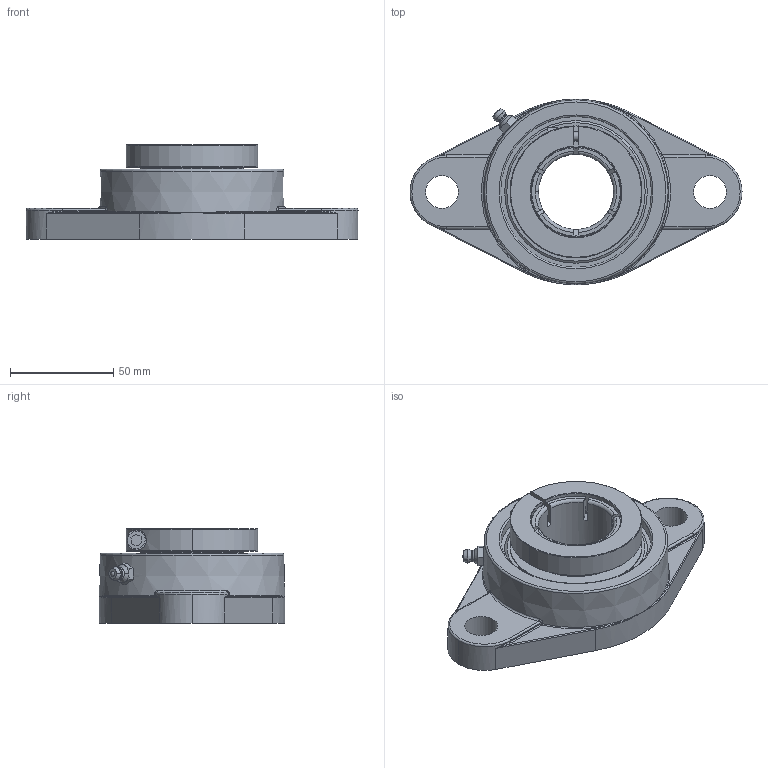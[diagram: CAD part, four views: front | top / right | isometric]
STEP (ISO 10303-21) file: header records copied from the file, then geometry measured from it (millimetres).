
FILE_DESCRIPTION(('HOOPS Exchange Step'),'2;1');
FILE_NAME('export-06172FDA-221F-486B-8D9B-759B1A294A5A.stp','2019-12-13T08:58:02-08:00',('ibuslach'),('Alibre'),'HOOPS Exchange 2019.2','Alibre','Unknown authorisation');
FILE_SCHEMA( ('AP242_MANAGED_MODEL_BASED_3D_ENGINEERING_MIM_LF {1 0 10303 442 1 1 4 }') );
Length unit declared in the file: centimetre
Products named in the file (8): MRN SFL 207; UCP ZERK 6mm; SUE 207 BOLT; SUE 207 LOCK RING; SUE 207 SHIELD; SUE 207-23 RACES; MRN SUE 207-23; MRN SUEFL 207-23
Assembly tree (8 placements, depth 3):
  MRN SUEFL 207-23
    MRN SFL 207
    UCP ZERK 6mm
    MRN SUE 207-23
      SUE 207 BOLT
      SUE 207 LOCK RING
      SUE 207 SHIELD  x2
      SUE 207-23 RACES
Bounding box: 161 x 90 x 45.9 mm (x, y, z)
Volume: 186151.3 mm3; surface area: 69634.7 mm2
Topology: 8 solids, 8 shells, 269 faces, 736 edges, 475 vertices
Faces by surface type: plane 81, cylinder 72, cone 41, torus 36, bspline 34, sphere 5
Full cylindrical faces by diameter (mm): 1.48 x2, 4.134 x1, 4.137 x1, 5.8 x1, 5.994 x1, 6 x1, 8.5 x1, 16 x2, 36.513 x1, 50 x4, 51.016 x2, 62 x2, 64 x2, 73.166 x1, 74.166 x1
Entity records: 16573 total; most frequent: CARTESIAN_POINT 9909, ORIENTED_EDGE 1408, DIRECTION 1345, EDGE_CURVE 704, AXIS2_PLACEMENT_3D 563, VERTEX_POINT 461, CIRCLE 307, EDGE_LOOP 289
